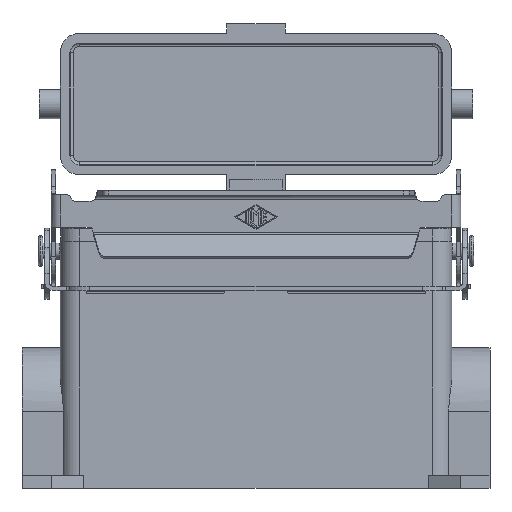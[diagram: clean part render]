
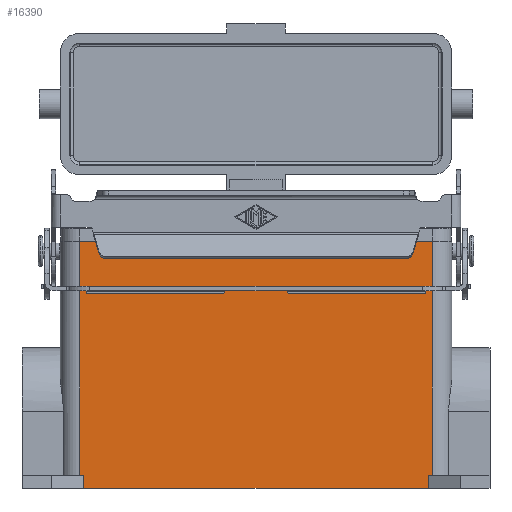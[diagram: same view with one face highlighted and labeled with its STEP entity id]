
A CAD part, front view. The second image highlights one B-rep face of the part: STEP entity #16390.
In plain terms, the highlighted planar face has unit normal (0, -1, 0).
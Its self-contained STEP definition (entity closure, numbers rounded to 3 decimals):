
#16302=CARTESIAN_POINT('',(-53.0,-22.25,-69.));
#16303=VERTEX_POINT('',#16302);
#16311=CARTESIAN_POINT('',(-53.0,-22.25,-73.0));
#16312=VERTEX_POINT('',#16311);
#16319=CARTESIAN_POINT('',(-53.0,-22.25,-73.0));
#16320=DIRECTION('',(0.0,0.0,1.0));
#16321=VECTOR('',#16320,4.);
#16322=LINE('',#16319,#16321);
#16323=EDGE_CURVE('',#16312,#16303,#16322,.T.);
#16328=CARTESIAN_POINT('',(53.0,-22.25,-73.0));
#16329=DIRECTION('',(0.0,-1.0,0.0));
#16330=DIRECTION('',(0.0,0.0,-1.0));
#16331=AXIS2_PLACEMENT_3D('',#16328,#16329,#16330);
#16332=PLANE('',#16331);
#16333=ORIENTED_EDGE('',*,*,#16323,.F.);
#16334=CARTESIAN_POINT('',(53.0,-22.25,-73.0));
#16335=VERTEX_POINT('',#16334);
#16336=CARTESIAN_POINT('',(53.0,-22.25,-73.0));
#16337=DIRECTION('',(-1.0,0.0,0.0));
#16338=VECTOR('',#16337,106.0);
#16339=LINE('',#16336,#16338);
#16340=EDGE_CURVE('',#16335,#16312,#16339,.T.);
#16341=ORIENTED_EDGE('',*,*,#16340,.F.);
#16342=CARTESIAN_POINT('',(53.0,-22.25,-69.));
#16343=VERTEX_POINT('',#16342);
#16344=CARTESIAN_POINT('',(53.0,-22.25,-73.0));
#16345=DIRECTION('',(0.0,0.0,1.0));
#16346=VECTOR('',#16345,4.);
#16347=LINE('',#16344,#16346);
#16348=EDGE_CURVE('',#16335,#16343,#16347,.T.);
#16349=ORIENTED_EDGE('',*,*,#16348,.T.);
#16350=CARTESIAN_POINT('',(54.25,-22.25,-69.));
#16351=VERTEX_POINT('',#16350);
#16352=CARTESIAN_POINT('',(54.25,-22.25,-69.));
#16353=DIRECTION('',(-1.0,0.0,0.0));
#16354=VECTOR('',#16353,1.25);
#16355=LINE('',#16352,#16354);
#16356=EDGE_CURVE('',#16351,#16343,#16355,.T.);
#16357=ORIENTED_EDGE('',*,*,#16356,.F.);
#16358=CARTESIAN_POINT('',(54.25,-22.25,3.));
#16359=VERTEX_POINT('',#16358);
#16360=CARTESIAN_POINT('',(54.25,-22.25,-69.));
#16361=DIRECTION('',(0.0,0.0,1.0));
#16362=VECTOR('',#16361,72.0);
#16363=LINE('',#16360,#16362);
#16364=EDGE_CURVE('',#16351,#16359,#16363,.T.);
#16365=ORIENTED_EDGE('',*,*,#16364,.T.);
#16366=CARTESIAN_POINT('',(-54.25,-22.25,3.));
#16367=VERTEX_POINT('',#16366);
#16368=CARTESIAN_POINT('',(54.25,-22.25,3.));
#16369=DIRECTION('',(-1.0,0.0,0.0));
#16370=VECTOR('',#16369,108.5);
#16371=LINE('',#16368,#16370);
#16372=EDGE_CURVE('',#16359,#16367,#16371,.T.);
#16373=ORIENTED_EDGE('',*,*,#16372,.T.);
#16374=CARTESIAN_POINT('',(-54.25,-22.25,-69.));
#16375=VERTEX_POINT('',#16374);
#16376=CARTESIAN_POINT('',(-54.25,-22.25,-69.));
#16377=DIRECTION('',(0.0,0.0,1.0));
#16378=VECTOR('',#16377,72.0);
#16379=LINE('',#16376,#16378);
#16380=EDGE_CURVE('',#16375,#16367,#16379,.T.);
#16381=ORIENTED_EDGE('',*,*,#16380,.F.);
#16382=CARTESIAN_POINT('',(-53.0,-22.25,-69.));
#16383=DIRECTION('',(-1.0,0.0,0.0));
#16384=VECTOR('',#16383,1.25);
#16385=LINE('',#16382,#16384);
#16386=EDGE_CURVE('',#16303,#16375,#16385,.T.);
#16387=ORIENTED_EDGE('',*,*,#16386,.F.);
#16388=EDGE_LOOP('',(#16333,#16341,#16349,#16357,#16365,#16373,#16381,#16387));
#16389=FACE_OUTER_BOUND('',#16388,.T.);
#16390=ADVANCED_FACE('',(#16389),#16332,.T.);
